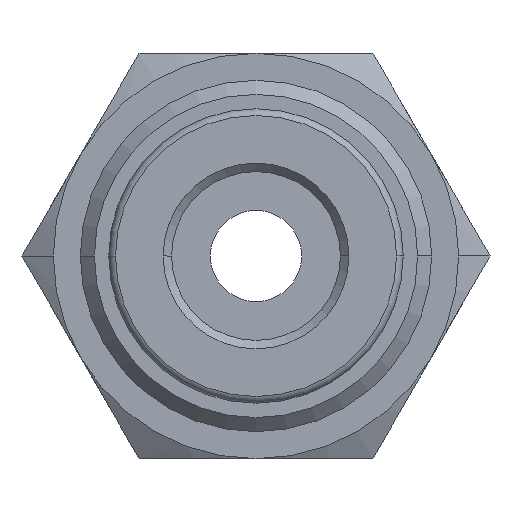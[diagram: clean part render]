
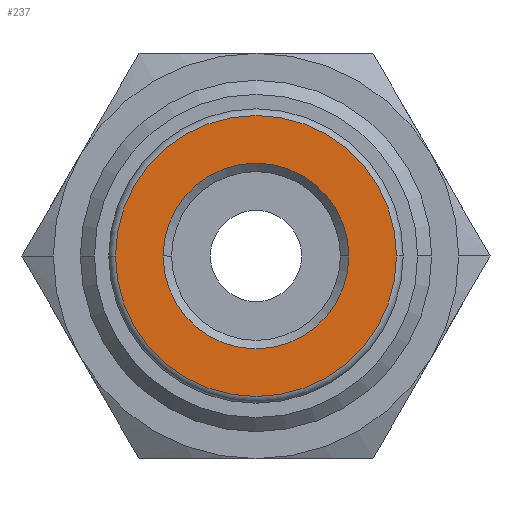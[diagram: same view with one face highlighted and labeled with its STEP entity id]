
A CAD part, front view. The second image highlights one B-rep face of the part: STEP entity #237.
In plain terms, the highlighted planar face has unit normal (0, -1, 0).
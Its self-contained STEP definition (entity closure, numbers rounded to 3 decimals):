
#237=ADVANCED_FACE('',(#485,#486),#487,.T.);
#485=FACE_BOUND('',#740,.T.);
#486=FACE_OUTER_BOUND('',#741,.T.);
#487=PLANE('',#742);
#740=EDGE_LOOP('',(#1356,#1357));
#741=EDGE_LOOP('',(#1358,#1359));
#742=AXIS2_PLACEMENT_3D('',#1360,#1361,#1362);
#1356=ORIENTED_EDGE('',*,*,#1620,.T.);
#1357=ORIENTED_EDGE('',*,*,#1607,.T.);
#1358=ORIENTED_EDGE('',*,*,#1618,.T.);
#1359=ORIENTED_EDGE('',*,*,#1610,.T.);
#1360=CARTESIAN_POINT('',(0.0,0.0,0.0));
#1361=DIRECTION('',(0.0,-1.0,0.0));
#1362=DIRECTION('',(-1.0,0.0,0.0));
#1607=EDGE_CURVE('',#1982,#1984,#1986,.T.);
#1610=EDGE_CURVE('',#1990,#1988,#1991,.T.);
#1618=EDGE_CURVE('',#1988,#1990,#1999,.T.);
#1620=EDGE_CURVE('',#1984,#1982,#2001,.T.);
#1982=VERTEX_POINT('',#2615);
#1984=VERTEX_POINT('',#2618);
#1986=CIRCLE('',#2621,2.75);
#1988=VERTEX_POINT('',#2623);
#1990=VERTEX_POINT('',#2626);
#1991=CIRCLE('',#2627,4.16);
#1999=CIRCLE('',#2636,4.16);
#2001=CIRCLE('',#2638,2.75);
#2615=CARTESIAN_POINT('',(2.75,0.0,0.));
#2618=CARTESIAN_POINT('',(-2.75,0.0,0.));
#2621=AXIS2_PLACEMENT_3D('',#3229,#3230,#3231);
#2623=CARTESIAN_POINT('',(4.16,0.0,0.0));
#2626=CARTESIAN_POINT('',(-4.16,0.0,0.));
#2627=AXIS2_PLACEMENT_3D('',#3233,#3234,#3235);
#2636=AXIS2_PLACEMENT_3D('',#3246,#3247,#3248);
#2638=AXIS2_PLACEMENT_3D('',#3249,#3250,#3251);
#3229=CARTESIAN_POINT('',(0.0,0.0,0.0));
#3230=DIRECTION('',(-0.0,1.0,0.0));
#3231=DIRECTION('',(1.0,0.0,0.0));
#3233=CARTESIAN_POINT('',(0.0,0.0,0.0));
#3234=DIRECTION('',(0.0,-1.0,0.0));
#3235=DIRECTION('',(1.0,0.0,0.0));
#3246=CARTESIAN_POINT('',(0.0,0.0,0.0));
#3247=DIRECTION('',(0.0,-1.0,0.0));
#3248=DIRECTION('',(1.0,0.0,0.0));
#3249=CARTESIAN_POINT('',(0.0,0.0,0.0));
#3250=DIRECTION('',(-0.0,1.0,0.0));
#3251=DIRECTION('',(1.0,0.0,0.0));
